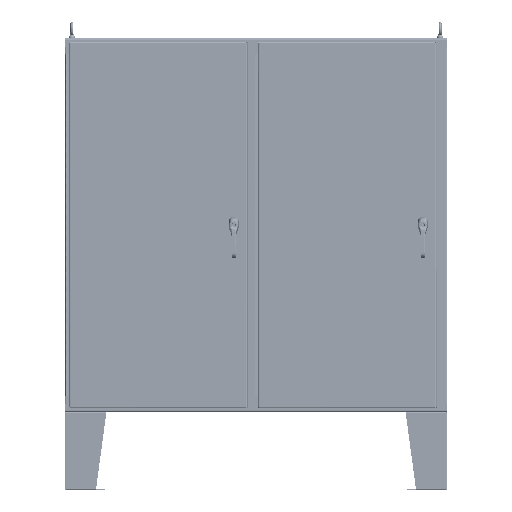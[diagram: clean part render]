
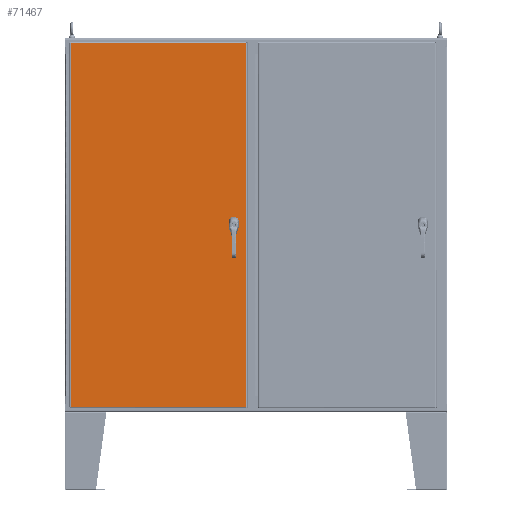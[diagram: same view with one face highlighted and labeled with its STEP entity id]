
A CAD part, top view. The second image highlights one B-rep face of the part: STEP entity #71467.
In plain terms, the highlighted planar face has unit normal (0, 0, 1).
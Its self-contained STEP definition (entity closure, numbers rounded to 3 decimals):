
#3594=FACE_BOUND('',#11910,.T.);
#3595=FACE_BOUND('',#11911,.T.);
#3596=FACE_BOUND('',#11912,.T.);
#3597=FACE_BOUND('',#11913,.T.);
#4688=PLANE('',#76985);
#7135=FACE_OUTER_BOUND('',#11909,.T.);
#11909=EDGE_LOOP('',(#52798,#52799,#52800,#52801));
#11910=EDGE_LOOP('',(#52802,#52803,#52804,#52805,#52806,#52807,#52808,#52809));
#11911=EDGE_LOOP('',(#52810));
#11912=EDGE_LOOP('',(#52811));
#11913=EDGE_LOOP('',(#52812));
#17203=LINE('',#116513,#22660);
#17207=LINE('',#116525,#22664);
#17211=LINE('',#116537,#22668);
#17215=LINE('',#116549,#22672);
#17235=LINE('',#116620,#22692);
#17251=LINE('',#116742,#22708);
#17265=LINE('',#116859,#22722);
#17276=LINE('',#116970,#22733);
#22660=VECTOR('',#88879,0.427);
#22664=VECTOR('',#88891,0.427);
#22668=VECTOR('',#88903,0.427);
#22672=VECTOR('',#88915,0.427);
#22692=VECTOR('',#88971,70.042);
#22708=VECTOR('',#89001,33.792);
#22722=VECTOR('',#89029,70.042);
#22733=VECTOR('',#89052,33.792);
#27428=CIRCLE('',#76931,0.453);
#27430=CIRCLE('',#76935,0.453);
#27432=CIRCLE('',#76939,0.453);
#27434=CIRCLE('',#76943,0.453);
#27436=CIRCLE('',#76946,0.14);
#27438=CIRCLE('',#76949,0.14);
#27440=CIRCLE('',#76952,0.14);
#32150=VERTEX_POINT('',#116510);
#32151=VERTEX_POINT('',#116512);
#32153=VERTEX_POINT('',#116518);
#32155=VERTEX_POINT('',#116524);
#32157=VERTEX_POINT('',#116530);
#32159=VERTEX_POINT('',#116536);
#32161=VERTEX_POINT('',#116542);
#32163=VERTEX_POINT('',#116548);
#32165=VERTEX_POINT('',#116557);
#32167=VERTEX_POINT('',#116562);
#32169=VERTEX_POINT('',#116567);
#32185=VERTEX_POINT('',#116608);
#32186=VERTEX_POINT('',#116619);
#32197=VERTEX_POINT('',#116731);
#32205=VERTEX_POINT('',#116848);
#39553=EDGE_CURVE('',#32151,#32150,#17203,.T.);
#39556=EDGE_CURVE('',#32153,#32151,#27428,.T.);
#39559=EDGE_CURVE('',#32155,#32153,#17207,.T.);
#39562=EDGE_CURVE('',#32157,#32155,#27430,.T.);
#39565=EDGE_CURVE('',#32159,#32157,#17211,.T.);
#39568=EDGE_CURVE('',#32161,#32159,#27432,.T.);
#39571=EDGE_CURVE('',#32163,#32161,#17215,.T.);
#39574=EDGE_CURVE('',#32150,#32163,#27434,.T.);
#39576=EDGE_CURVE('',#32165,#32165,#27436,.T.);
#39578=EDGE_CURVE('',#32167,#32167,#27438,.T.);
#39580=EDGE_CURVE('',#32169,#32169,#27440,.T.);
#39600=EDGE_CURVE('',#32186,#32185,#17235,.T.);
#39620=EDGE_CURVE('',#32185,#32197,#17251,.T.);
#39638=EDGE_CURVE('',#32197,#32205,#17265,.T.);
#39653=EDGE_CURVE('',#32205,#32186,#17276,.T.);
#52798=ORIENTED_EDGE('',*,*,#39600,.T.);
#52799=ORIENTED_EDGE('',*,*,#39620,.T.);
#52800=ORIENTED_EDGE('',*,*,#39638,.T.);
#52801=ORIENTED_EDGE('',*,*,#39653,.T.);
#52802=ORIENTED_EDGE('',*,*,#39553,.T.);
#52803=ORIENTED_EDGE('',*,*,#39574,.T.);
#52804=ORIENTED_EDGE('',*,*,#39571,.T.);
#52805=ORIENTED_EDGE('',*,*,#39568,.T.);
#52806=ORIENTED_EDGE('',*,*,#39565,.T.);
#52807=ORIENTED_EDGE('',*,*,#39562,.T.);
#52808=ORIENTED_EDGE('',*,*,#39559,.T.);
#52809=ORIENTED_EDGE('',*,*,#39556,.T.);
#52810=ORIENTED_EDGE('',*,*,#39576,.T.);
#52811=ORIENTED_EDGE('',*,*,#39578,.T.);
#52812=ORIENTED_EDGE('',*,*,#39580,.T.);
#71467=ADVANCED_FACE('',(#7135,#3594,#3595,#3596,#3597),#4688,.T.);
#76931=AXIS2_PLACEMENT_3D('',#116519,#88885,#88886);
#76935=AXIS2_PLACEMENT_3D('',#116531,#88897,#88898);
#76939=AXIS2_PLACEMENT_3D('',#116543,#88909,#88910);
#76943=AXIS2_PLACEMENT_3D('',#116553,#88921,#88922);
#76946=AXIS2_PLACEMENT_3D('',#116558,#88927,#88928);
#76949=AXIS2_PLACEMENT_3D('',#116563,#88933,#88934);
#76952=AXIS2_PLACEMENT_3D('',#116568,#88939,#88940);
#76985=AXIS2_PLACEMENT_3D('',#117073,#89077,#89078);
#88879=DIRECTION('',(0.,1.,0.));
#88885=DIRECTION('center_axis',(0.,0.,-1.));
#88886=DIRECTION('ref_axis',(-0.882,-0.471,0.));
#88891=DIRECTION('',(-1.,0.,0.));
#88897=DIRECTION('center_axis',(0.,0.,-1.));
#88898=DIRECTION('ref_axis',(0.471,-0.882,0.));
#88903=DIRECTION('',(0.,-1.,0.));
#88909=DIRECTION('center_axis',(0.,0.,-1.));
#88910=DIRECTION('ref_axis',(0.882,0.471,0.));
#88915=DIRECTION('',(1.,0.,0.));
#88921=DIRECTION('center_axis',(0.,0.,-1.));
#88922=DIRECTION('ref_axis',(-0.471,0.882,0.));
#88927=DIRECTION('center_axis',(0.,0.,-1.));
#88928=DIRECTION('ref_axis',(-1.,0.,0.));
#88933=DIRECTION('center_axis',(0.,0.,-1.));
#88934=DIRECTION('ref_axis',(-1.,0.,0.));
#88939=DIRECTION('center_axis',(0.,0.,-1.));
#88940=DIRECTION('ref_axis',(-1.,0.,0.));
#88971=DIRECTION('',(0.,1.,0.));
#89001=DIRECTION('',(-1.,0.,0.));
#89029=DIRECTION('',(0.,-1.,0.));
#89052=DIRECTION('',(1.,0.,0.));
#89077=DIRECTION('center_axis',(0.,0.,1.));
#89078=DIRECTION('ref_axis',(1.,0.,0.));
#116510=CARTESIAN_POINT('',(14.163,0.214,0.104));
#116512=CARTESIAN_POINT('',(14.163,-0.214,0.104));
#116513=CARTESIAN_POINT('',(14.163,0.107,0.104));
#116518=CARTESIAN_POINT('',(14.349,-0.399,0.104));
#116519=CARTESIAN_POINT('Origin',(14.563,0.,
0.104));
#116524=CARTESIAN_POINT('',(14.776,-0.399,0.104));
#116525=CARTESIAN_POINT('',(7.174,-0.4,0.104));
#116530=CARTESIAN_POINT('',(14.962,-0.214,0.104));
#116531=CARTESIAN_POINT('Origin',(14.563,0.,0.104));
#116536=CARTESIAN_POINT('',(14.962,0.214,0.104));
#116537=CARTESIAN_POINT('',(14.962,-0.107,0.104));
#116542=CARTESIAN_POINT('',(14.776,0.4,0.104));
#116543=CARTESIAN_POINT('Origin',(14.563,0.,0.104));
#116548=CARTESIAN_POINT('',(14.349,0.4,0.104));
#116549=CARTESIAN_POINT('',(7.388,0.4,0.104));
#116553=CARTESIAN_POINT('Origin',(14.563,0.,
0.104));
#116557=CARTESIAN_POINT('',(14.703,0.885,0.104));
#116558=CARTESIAN_POINT('Origin',(14.563,0.885,0.104));
#116562=CARTESIAN_POINT('',(14.703,-0.886,0.104));
#116563=CARTESIAN_POINT('Origin',(14.563,-0.886,0.104));
#116567=CARTESIAN_POINT('',(14.703,-1.378,0.104));
#116568=CARTESIAN_POINT('Origin',(14.563,-1.378,0.104));
#116608=CARTESIAN_POINT('',(16.896,35.021,0.104));
#116619=CARTESIAN_POINT('',(16.896,-35.021,0.104));
#116620=CARTESIAN_POINT('',(16.896,-17.511,0.104));
#116731=CARTESIAN_POINT('',(-16.896,35.021,0.104));
#116742=CARTESIAN_POINT('',(8.448,35.021,0.104));
#116848=CARTESIAN_POINT('',(-16.896,-35.021,0.104));
#116859=CARTESIAN_POINT('',(-16.896,17.511,0.104));
#116970=CARTESIAN_POINT('',(-8.448,-35.021,0.104));
#117073=CARTESIAN_POINT('Origin',(0.,0.,
0.104));
